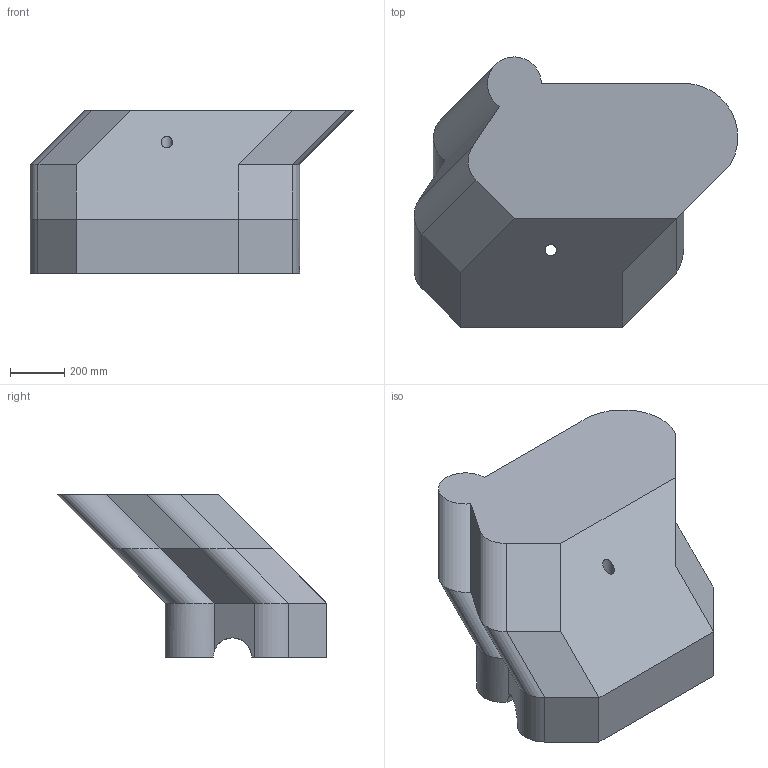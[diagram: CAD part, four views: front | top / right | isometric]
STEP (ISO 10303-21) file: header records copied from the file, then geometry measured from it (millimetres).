
FILE_DESCRIPTION(('Open CASCADE Model'),'2;1');
FILE_NAME('Open CASCADE Shape Model','2025-08-14T18:10:18',('Author'),( 'Open CASCADE'),'Open CASCADE STEP processor 7.7','Open CASCADE 7.7' ,'Unknown');
FILE_SCHEMA(('AUTOMOTIVE_DESIGN { 1 0 10303 214 1 1 1 1 }'));
Length unit declared in the file: millimetre
Products named in the file (1): Open CASCADE STEP translator 7.7 1
Bounding box: 1198.66 x 999.63 x 600 mm (x, y, z)
Volume: 260778373.8 mm3; surface area: 3056784.8 mm2
Topology: 1 solids, 1 shells, 29 faces, 69 edges, 42 vertices
Faces by surface type: plane 17, cylinder 6, extrusion 6
Full cylindrical faces by diameter (mm): 42.426 x1, 70.711 x1
Entity records: 3076 total; most frequent: CARTESIAN_POINT 1698, DIRECTION 247, VECTOR 144, ORIENTED_EDGE 138, LINE 138, PCURVE 138, DEFINITIONAL_REPRESENTATION 138, EDGE_CURVE 69
